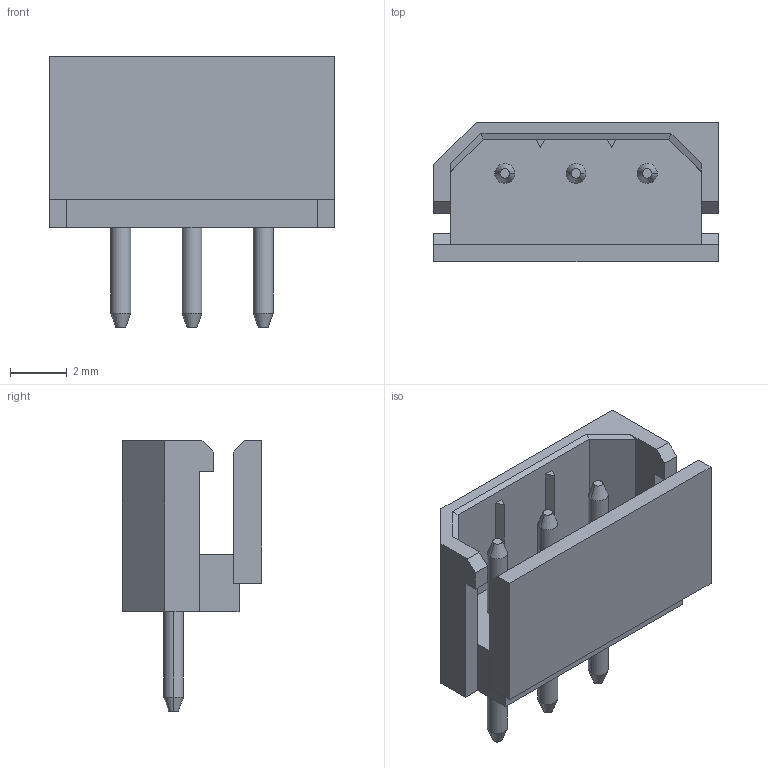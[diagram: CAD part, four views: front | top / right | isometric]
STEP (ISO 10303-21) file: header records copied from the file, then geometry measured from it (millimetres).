
FILE_DESCRIPTION (( 'STEP AP214' ), '1' );
FILE_NAME ('CONN-TH_3P-P2.50_HCTL_HC-5264-3A.step', '2022-07-29T16:28:48', ( '' ), ( '' ), 'SwSTEP 2.0', 'SolidWorks 2020', '' );
FILE_SCHEMA (( 'AUTOMOTIVE_DESIGN' ));
Length unit declared in the file: millimetre
Products named in the file (1): CONN-TH_3P-P2.50_HCTL_HC-5264-3A
Bounding box: 10 x 4.9 x 9.5 mm (x, y, z)
Volume: 153.1 mm3; surface area: 398.2 mm2
Topology: 14 solids, 14 shells, 364 faces, 949 edges, 626 vertices
Faces by surface type: plane 228, bspline 112, cone 12, cylinder 12
Entity records: 16420 total; most frequent: CARTESIAN_POINT 4044, ORIENTED_EDGE 1898, DIRECTION 1263, EDGE_CURVE 949, VECTOR 685, LINE 685, VERTEX_POINT 626, EDGE_LOOP 389
